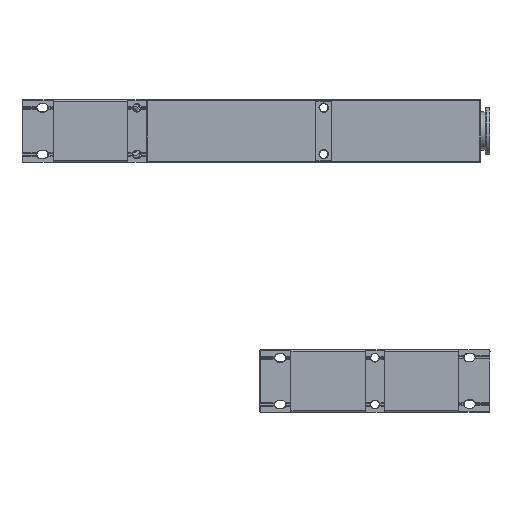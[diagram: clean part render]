
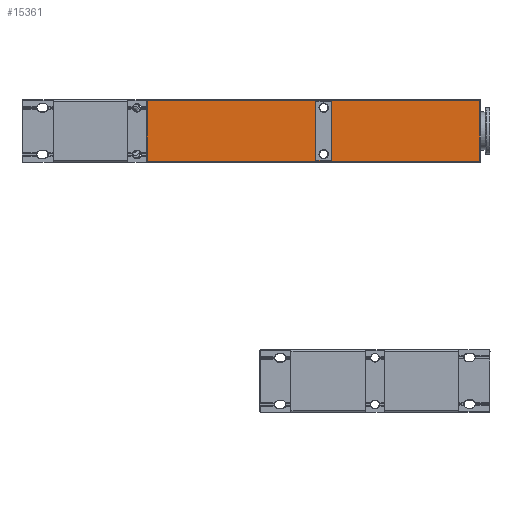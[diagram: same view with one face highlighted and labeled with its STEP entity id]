
A CAD part, left-side view. The second image highlights one B-rep face of the part: STEP entity #15361.
In plain terms, the highlighted planar face has unit normal (-1, 0, 0).
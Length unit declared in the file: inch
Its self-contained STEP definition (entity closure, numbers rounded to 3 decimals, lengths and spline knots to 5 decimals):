
#1709 = CARTESIAN_POINT ( 'NONE',  ( -0.7874, 0., -0.74803 ) ) ;
#2036 = CARTESIAN_POINT ( 'NONE',  ( -0.7874, -4.17323, 0. ) ) ;
#4405 = VERTEX_POINT ( 'NONE', #164510 ) ;
#6412 = ORIENTED_EDGE ( 'NONE', *, *, #110909, .T. ) ;
#13721 = CARTESIAN_POINT ( 'NONE',  ( -0.7874, -8.32677, 0. ) ) ;
#15361 = ADVANCED_FACE ( 'NONE', ( #64679, #157271 ), #211298, .T. ) ;
#16124 = VECTOR ( 'NONE', #120061, 39.37008 ) ;
#16416 = DIRECTION ( 'NONE',  ( 0., 1., 0. ) ) ;
#16471 = EDGE_CURVE ( 'NONE', #121127, #148980, #132426, .T. ) ;
#17115 = EDGE_CURVE ( 'NONE', #19314, #4405, #52393, .T. ) ;
#19314 = VERTEX_POINT ( 'NONE', #193507 ) ;
#20431 = EDGE_CURVE ( 'NONE', #177967, #174468, #111345, .T. ) ;
#23296 = VECTOR ( 'NONE', #54871, 39.37008 ) ;
#23845 = CARTESIAN_POINT ( 'NONE',  ( -0.7874, -8.32677, 0.76772 ) ) ;
#25497 = CARTESIAN_POINT ( 'NONE',  ( -0.7874, -4.56693, -0.74803 ) ) ;
#27172 = EDGE_LOOP ( 'NONE', ( #86860, #201597, #114313, #218495 ) ) ;
#31047 = CARTESIAN_POINT ( 'NONE',  ( -0.7874, 0., 0.74803 ) ) ;
#35787 = DIRECTION ( 'NONE',  ( -1., 0., 0. ) ) ;
#48126 = DIRECTION ( 'NONE',  ( 0., -1., 0. ) ) ;
#51145 = VECTOR ( 'NONE', #48126, 39.37008 ) ;
#52393 = LINE ( 'NONE', #2036, #23296 ) ;
#54871 = DIRECTION ( 'NONE',  ( 0., 0., 1. ) ) ;
#59808 = CARTESIAN_POINT ( 'NONE',  ( -0.7874, -4.56693, 0.74803 ) ) ;
#61156 = LINE ( 'NONE', #1709, #16124 ) ;
#64679 = FACE_BOUND ( 'NONE', #186080, .T. ) ;
#78049 = ORIENTED_EDGE ( 'NONE', *, *, #17115, .T. ) ;
#79030 = CARTESIAN_POINT ( 'NONE',  ( -0.7874, 0.09843, 0. ) ) ;
#86860 = ORIENTED_EDGE ( 'NONE', *, *, #111343, .T. ) ;
#102747 = VERTEX_POINT ( 'NONE', #150658 ) ;
#102958 = LINE ( 'NONE', #150198, #150560 ) ;
#107571 = ORIENTED_EDGE ( 'NONE', *, *, #20431, .T. ) ;
#110909 = EDGE_CURVE ( 'NONE', #174468, #19314, #61156, .T. ) ;
#111343 = EDGE_CURVE ( 'NONE', #102747, #178903, #102958, .T. ) ;
#111345 = LINE ( 'NONE', #169701, #161783 ) ;
#113655 = DIRECTION ( 'NONE',  ( 0., 0., 1. ) ) ;
#114313 = ORIENTED_EDGE ( 'NONE', *, *, #16471, .T. ) ;
#115501 = ORIENTED_EDGE ( 'NONE', *, *, #120355, .T. ) ;
#120061 = DIRECTION ( 'NONE',  ( 0., 1., 0. ) ) ;
#120355 = EDGE_CURVE ( 'NONE', #4405, #177967, #212861, .T. ) ;
#120858 = DIRECTION ( 'NONE',  ( 0., 0., 1. ) ) ;
#121127 = VERTEX_POINT ( 'NONE', #23845 ) ;
#132426 = LINE ( 'NONE', #133327, #143055 ) ;
#133327 = CARTESIAN_POINT ( 'NONE',  ( -0.7874, 0., 0.76772 ) ) ;
#133694 = VECTOR ( 'NONE', #113655, 39.37008 ) ;
#140808 = CARTESIAN_POINT ( 'NONE',  ( -0.7874, -8.32677, -0.76772 ) ) ;
#143055 = VECTOR ( 'NONE', #16416, 39.37008 ) ;
#146722 = CARTESIAN_POINT ( 'NONE',  ( -0.7874, 0.09843, 0.76772 ) ) ;
#148604 = EDGE_CURVE ( 'NONE', #178903, #121127, #178820, .T. ) ;
#148980 = VERTEX_POINT ( 'NONE', #146722 ) ;
#149468 = DIRECTION ( 'NONE',  ( 0., -1., 0. ) ) ;
#150198 = CARTESIAN_POINT ( 'NONE',  ( -0.7874, 0., -0.76772 ) ) ;
#150560 = VECTOR ( 'NONE', #149468, 39.37008 ) ;
#150658 = CARTESIAN_POINT ( 'NONE',  ( -0.7874, 0.09843, -0.76772 ) ) ;
#155441 = AXIS2_PLACEMENT_3D ( 'NONE', #158743, #35787, #120858 ) ;
#157271 = FACE_OUTER_BOUND ( 'NONE', #27172, .T. ) ;
#158743 = CARTESIAN_POINT ( 'NONE',  ( -0.7874, 0., 0. ) ) ;
#161783 = VECTOR ( 'NONE', #187468, 39.37008 ) ;
#164510 = CARTESIAN_POINT ( 'NONE',  ( -0.7874, -4.17323, 0.74803 ) ) ;
#169701 = CARTESIAN_POINT ( 'NONE',  ( -0.7874, -4.56693, 0. ) ) ;
#174468 = VERTEX_POINT ( 'NONE', #25497 ) ;
#177967 = VERTEX_POINT ( 'NONE', #59808 ) ;
#178820 = LINE ( 'NONE', #13721, #133694 ) ;
#178903 = VERTEX_POINT ( 'NONE', #140808 ) ;
#184254 = LINE ( 'NONE', #79030, #194881 ) ;
#186080 = EDGE_LOOP ( 'NONE', ( #78049, #115501, #107571, #6412 ) ) ;
#187468 = DIRECTION ( 'NONE',  ( 0., 0., -1. ) ) ;
#192565 = EDGE_CURVE ( 'NONE', #148980, #102747, #184254, .T. ) ;
#193507 = CARTESIAN_POINT ( 'NONE',  ( -0.7874, -4.17323, -0.74803 ) ) ;
#194881 = VECTOR ( 'NONE', #217469, 39.37008 ) ;
#201597 = ORIENTED_EDGE ( 'NONE', *, *, #148604, .T. ) ;
#211298 = PLANE ( 'NONE',  #155441 ) ;
#212861 = LINE ( 'NONE', #31047, #51145 ) ;
#217469 = DIRECTION ( 'NONE',  ( 0., 0., -1. ) ) ;
#218495 = ORIENTED_EDGE ( 'NONE', *, *, #192565, .T. ) ;
